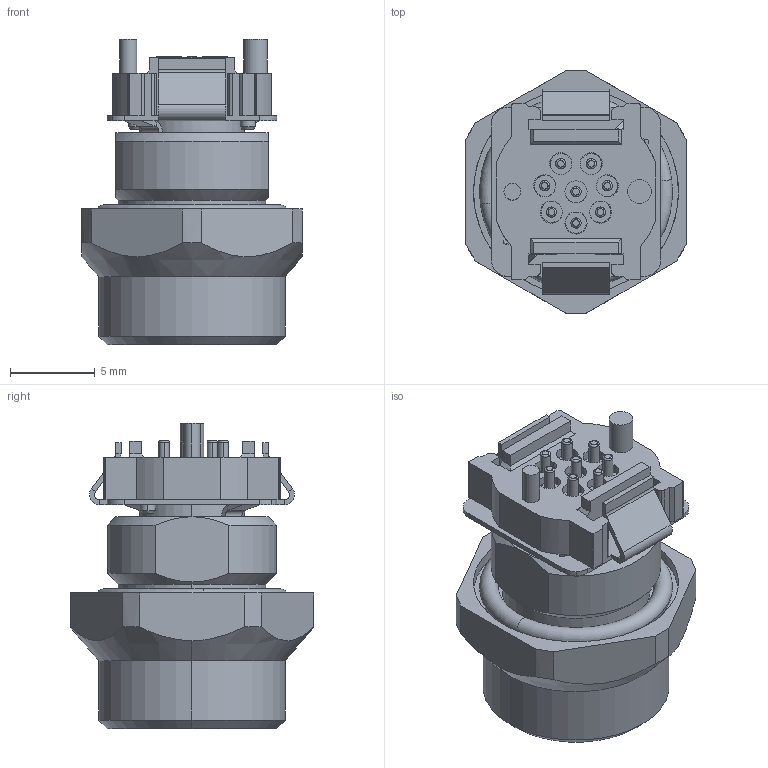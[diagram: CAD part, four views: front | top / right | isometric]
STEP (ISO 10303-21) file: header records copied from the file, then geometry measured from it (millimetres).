
FILE_DESCRIPTION(('CATIA V5R24 STEP','CAx-IF Rec.Pracs.--- Model Styling and Organization---1.2---2011-12-15'),'2;1');
FILE_NAME ('D1461827_0_2422710000_2422710000.stp','2017-05-15T08:30:13+00:00',('none'),('Weidmueller'),'CATIA Version 5-6 Release 2014 SP4 HF52','CATIA V5 STEP AP214','none');
FILE_SCHEMA(('AUTOMOTIVE_DESIGN { 1 0 10303 214 1 1 1 1 }'));
Length unit declared in the file: millimetre
Products named in the file (1): v5-standard_part
Bounding box: 13 x 14.39 x 18 mm (x, y, z)
Volume: 1325.3 mm3; surface area: 2049 mm2
Topology: 1 solids, 22 shells, 682 faces, 1747 edges, 1138 vertices
Faces by surface type: cylinder 313, plane 250, cone 60, torus 45, bspline 14
Entity records: 23292 total; most frequent: CARTESIAN_POINT 6993, ORIENTED_EDGE 3494, DIRECTION 2620, EDGE_CURVE 1747, AXIS2_PLACEMENT_3D 1199, VERTEX_POINT 1138, VECTOR 754, LINE 754
